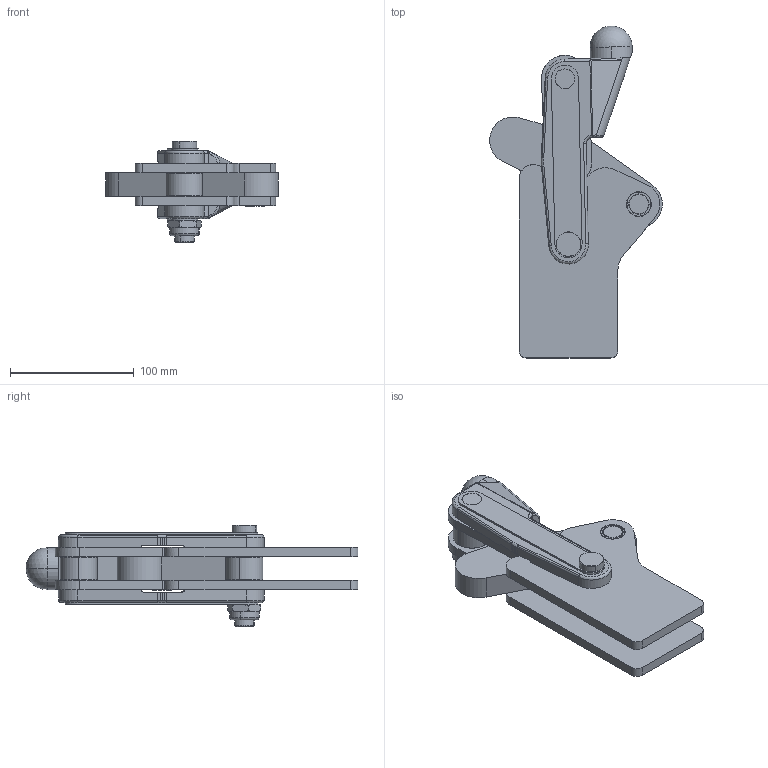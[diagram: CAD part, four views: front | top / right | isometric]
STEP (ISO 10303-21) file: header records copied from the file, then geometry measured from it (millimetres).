
FILE_DESCRIPTION((''),'2;1');
FILE_NAME('608.stp','2005-09-01T12:04:56',('CAD'),(''),'Autodesk Inventor 8','Autodesk Inventor 8','');
FILE_SCHEMA(('AUTOMOTIVE_DESIGN { 1 0 10303 214 1 1 1 1 }'));
Length unit declared in the file: millimetre
Products named in the file (1): Part67
Bounding box: 139.84 x 268.78 x 82 mm (x, y, z)
Volume: 615330.7 mm3; surface area: 127391.5 mm2
Topology: 10 solids, 10 shells, 2232 faces, 6178 edges, 4068 vertices
Faces by surface type: plane 1518, cylinder 584, cone 114, bspline 12, torus 2, sphere 2
Entity records: 71357 total; most frequent: CARTESIAN_POINT 17452, ORIENTED_EDGE 12352, DIRECTION 10602, EDGE_CURVE 6176, VERTEX_POINT 4068, AXIS2_PLACEMENT_3D 3854, VECTOR 2894, LINE 2894
